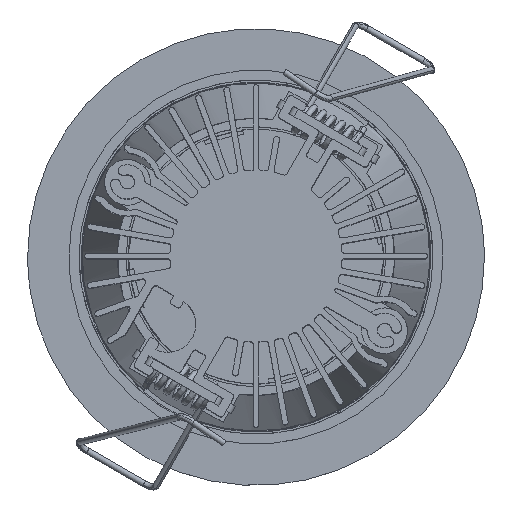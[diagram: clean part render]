
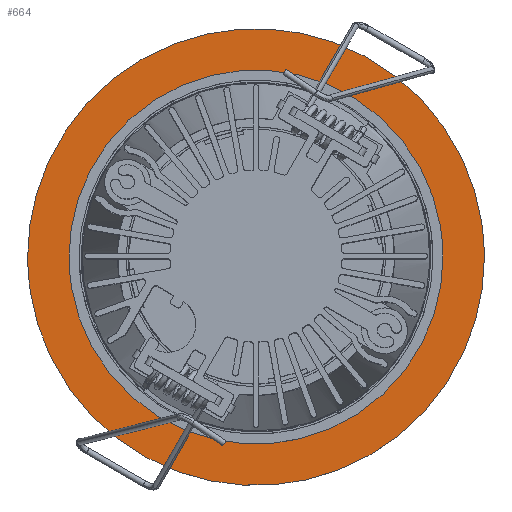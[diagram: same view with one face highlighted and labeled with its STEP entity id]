
A CAD part, top view. The second image highlights one B-rep face of the part: STEP entity #664.
In plain terms, the highlighted planar face has unit normal (0, 0, 1).
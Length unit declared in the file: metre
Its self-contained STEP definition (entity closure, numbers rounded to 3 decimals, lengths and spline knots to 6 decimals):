
#55=FACE_BOUND('',#1914,.T.);
#664=ADVANCED_FACE('',(#1282,#55),#10864,.T.);
#1282=FACE_OUTER_BOUND('',#1913,.T.);
#1913=EDGE_LOOP('',(#5428,#5429));
#1914=EDGE_LOOP('',(#5430,#5431));
#5428=ORIENTED_EDGE('',*,*,#7238,.F.);
#5429=ORIENTED_EDGE('',*,*,#7237,.F.);
#5430=ORIENTED_EDGE('',*,*,#7244,.T.);
#5431=ORIENTED_EDGE('',*,*,#7245,.T.);
#7237=EDGE_CURVE('',#10234,#10235,#7989,.T.);
#7238=EDGE_CURVE('',#10235,#10234,#7990,.T.);
#7244=EDGE_CURVE('',#10237,#10236,#7995,.T.);
#7245=EDGE_CURVE('',#10236,#10237,#7996,.T.);
#7989=(
BOUNDED_CURVE()
B_SPLINE_CURVE(2,(#26855,#26856,#26857,#26858,#26859),.UNSPECIFIED.,.F.,
 .F.)
B_SPLINE_CURVE_WITH_KNOTS((3,2,3),(-0.251327,-0.188496,
-0.125664),.UNSPECIFIED.)
CURVE()
GEOMETRIC_REPRESENTATION_ITEM()
RATIONAL_B_SPLINE_CURVE((1.,0.707,1.,0.707,1.))
REPRESENTATION_ITEM('')
);
#7990=(
BOUNDED_CURVE()
B_SPLINE_CURVE(2,(#26860,#26861,#26862,#26863,#26864),.UNSPECIFIED.,.F.,
 .F.)
B_SPLINE_CURVE_WITH_KNOTS((3,2,3),(-0.125664,-0.062832,
0.),.UNSPECIFIED.)
CURVE()
GEOMETRIC_REPRESENTATION_ITEM()
RATIONAL_B_SPLINE_CURVE((1.,0.707,1.,0.707,1.))
REPRESENTATION_ITEM('')
);
#7995=(
BOUNDED_CURVE()
B_SPLINE_CURVE(2,(#26887,#26888,#26889,#26890,#26891),.UNSPECIFIED.,.F.,
 .F.)
B_SPLINE_CURVE_WITH_KNOTS((3,2,3),(-0.102887,-0.051444,
0.),.UNSPECIFIED.)
CURVE()
GEOMETRIC_REPRESENTATION_ITEM()
RATIONAL_B_SPLINE_CURVE((1.,0.707,1.,0.707,1.))
REPRESENTATION_ITEM('')
);
#7996=(
BOUNDED_CURVE()
B_SPLINE_CURVE(2,(#26892,#26893,#26894,#26895,#26896),.UNSPECIFIED.,.F.,
 .F.)
B_SPLINE_CURVE_WITH_KNOTS((3,2,3),(-0.205774,-0.154331,
-0.102887),.UNSPECIFIED.)
CURVE()
GEOMETRIC_REPRESENTATION_ITEM()
RATIONAL_B_SPLINE_CURVE((1.,0.707,1.,0.707,1.))
REPRESENTATION_ITEM('')
);
#10234=VERTEX_POINT('',#26839);
#10235=VERTEX_POINT('',#26840);
#10236=VERTEX_POINT('',#26841);
#10237=VERTEX_POINT('',#26842);
#10864=PLANE('',#11240);
#11240=AXIS2_PLACEMENT_3D('',#26741,#11532,$);
#11532=DIRECTION('',(0.,0.,1.));
#26741=CARTESIAN_POINT('',(-0.6492,-0.6492,-0.052));
#26839=CARTESIAN_POINT('',(0.04,0.,-0.052));
#26840=CARTESIAN_POINT('',(-0.04,0.,-0.052));
#26841=CARTESIAN_POINT('',(0.03275,0.,-0.052));
#26842=CARTESIAN_POINT('',(-0.03275,0.,-0.052));
#26855=CARTESIAN_POINT('',(0.04,0.,-0.052));
#26856=CARTESIAN_POINT('',(0.04,-0.04,-0.052));
#26857=CARTESIAN_POINT('',(0.,-0.04,-0.052));
#26858=CARTESIAN_POINT('',(-0.04,-0.04,-0.052));
#26859=CARTESIAN_POINT('',(-0.04,0.,-0.052));
#26860=CARTESIAN_POINT('',(-0.04,0.,-0.052));
#26861=CARTESIAN_POINT('',(-0.04,0.04,-0.052));
#26862=CARTESIAN_POINT('',(0.,0.04,-0.052));
#26863=CARTESIAN_POINT('',(0.04,0.04,-0.052));
#26864=CARTESIAN_POINT('',(0.04,0.,-0.052));
#26887=CARTESIAN_POINT('',(-0.03275,0.,-0.052));
#26888=CARTESIAN_POINT('',(-0.03275,0.03275,-0.052));
#26889=CARTESIAN_POINT('',(0.,0.03275,-0.052));
#26890=CARTESIAN_POINT('',(0.03275,0.03275,-0.052));
#26891=CARTESIAN_POINT('',(0.03275,0.,-0.052));
#26892=CARTESIAN_POINT('',(0.03275,0.,-0.052));
#26893=CARTESIAN_POINT('',(0.03275,-0.03275,-0.052));
#26894=CARTESIAN_POINT('',(0.,-0.03275,-0.052));
#26895=CARTESIAN_POINT('',(-0.03275,-0.03275,-0.052));
#26896=CARTESIAN_POINT('',(-0.03275,0.,-0.052));
